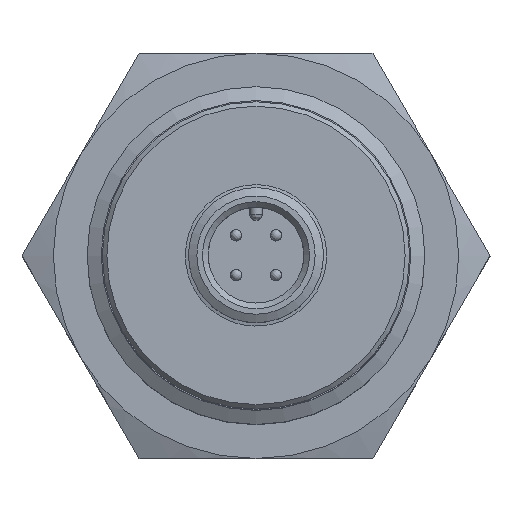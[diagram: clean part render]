
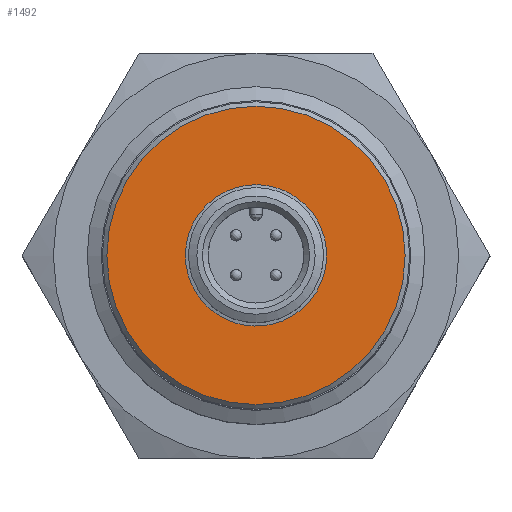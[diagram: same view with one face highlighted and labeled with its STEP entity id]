
A CAD part, top view. The second image highlights one B-rep face of the part: STEP entity #1492.
In plain terms, the highlighted face is planar.
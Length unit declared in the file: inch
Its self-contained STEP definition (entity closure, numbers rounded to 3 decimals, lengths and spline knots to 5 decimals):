
#5 = FACE_BOUND ( 'NONE', #2060, .T. ) ;
#151 = VERTEX_POINT ( 'NONE', #2444 ) ;
#156 = CARTESIAN_POINT ( 'NONE',  ( -0.24705, -0.73819, -0.49409 ) ) ;
#322 = EDGE_CURVE ( 'NONE', #151, #151, #1748, .T. ) ;
#373 = EDGE_LOOP ( 'NONE', ( #1647 ) ) ;
#461 = CIRCLE ( 'NONE', #1264, 0.52165 ) ;
#538 = EDGE_CURVE ( 'NONE', #1349, #1349, #461, .T. ) ;
#627 = CARTESIAN_POINT ( 'NONE',  ( 0., -0.73819, 0. ) ) ;
#739 = CARTESIAN_POINT ( 'NONE',  ( 0.24705, -0.73819, 0. ) ) ;
#786 = FACE_OUTER_BOUND ( 'NONE', #373, .T. ) ;
#935 = CARTESIAN_POINT ( 'NONE',  ( 0., -0.73819, -0.52165 ) ) ;
#1102 = ORIENTED_EDGE ( 'NONE', *, *, #322, .F. ) ;
#1197 = AXIS2_PLACEMENT_3D ( 'NONE', #935, #2069, #2297 ) ;
#1264 = AXIS2_PLACEMENT_3D ( 'NONE', #627, #2156, #1953 ) ;
#1284 = CARTESIAN_POINT ( 'NONE',  ( -0.24705, -0.73819, 0. ) ) ;
#1349 = VERTEX_POINT ( 'NONE', #2335 ) ;
#1492 = ADVANCED_FACE ( 'NONE', ( #786, #5 ), #1710, .F. ) ;
#1647 = ORIENTED_EDGE ( 'NONE', *, *, #538, .F. ) ;
#1710 = PLANE ( 'NONE',  #1197 ) ;
#1748 =( BOUNDED_CURVE ( )  B_SPLINE_CURVE ( 3, ( #1284, #156, #1854, #739, #2204, #1844, #2424 ),
 .UNSPECIFIED., .T., .T. ) 
 B_SPLINE_CURVE_WITH_KNOTS ( ( 4, 3, 4 ),
 ( 0., 0.5, 1. ),
 .UNSPECIFIED. ) 
 CURVE ( )  GEOMETRIC_REPRESENTATION_ITEM ( )  RATIONAL_B_SPLINE_CURVE ( ( 1., 0.333, 0.333, 1., 0.333, 0.333, 1. ) ) 
 REPRESENTATION_ITEM ( '' )  );
#1844 = CARTESIAN_POINT ( 'NONE',  ( -0.24705, -0.73819, 0.49409 ) ) ;
#1854 = CARTESIAN_POINT ( 'NONE',  ( 0.24705, -0.73819, -0.49409 ) ) ;
#1953 = DIRECTION ( 'NONE',  ( 0., 0., 1. ) ) ;
#2060 = EDGE_LOOP ( 'NONE', ( #1102 ) ) ;
#2069 = DIRECTION ( 'NONE',  ( 0., 1., 0. ) ) ;
#2156 = DIRECTION ( 'NONE',  ( 0., 1., 0. ) ) ;
#2204 = CARTESIAN_POINT ( 'NONE',  ( 0.24705, -0.73819, 0.49409 ) ) ;
#2297 = DIRECTION ( 'NONE',  ( 1., 0., 0. ) ) ;
#2335 = CARTESIAN_POINT ( 'NONE',  ( 0., -0.73819, 0.52165 ) ) ;
#2424 = CARTESIAN_POINT ( 'NONE',  ( -0.24705, -0.73819, 0. ) ) ;
#2444 = CARTESIAN_POINT ( 'NONE',  ( -0.24705, -0.73819, 0. ) ) ;
